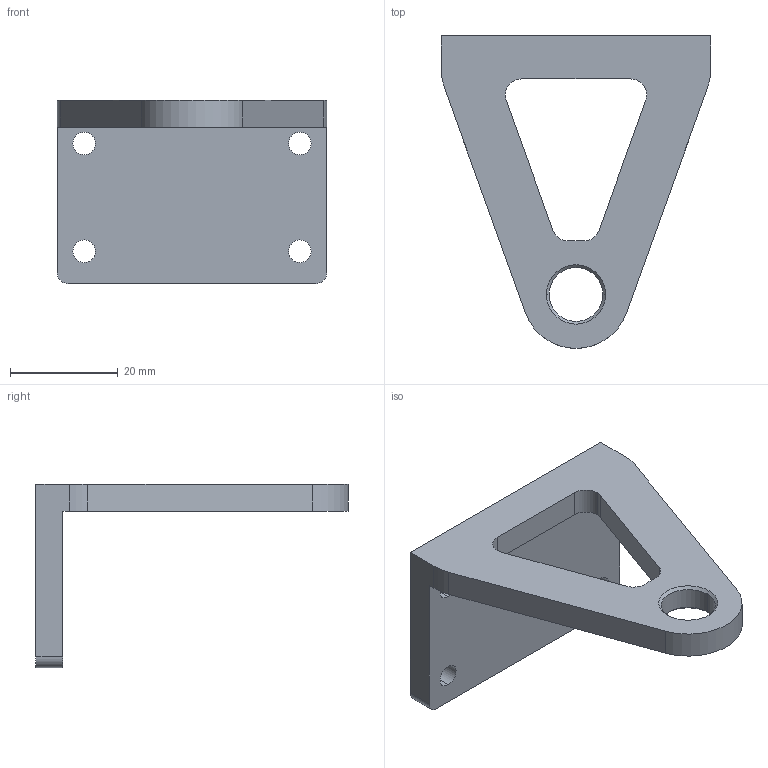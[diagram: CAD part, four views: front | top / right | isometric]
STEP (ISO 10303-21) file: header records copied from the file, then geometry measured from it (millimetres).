
FILE_DESCRIPTION (( 'STEP AP203' ), '1' );
FILE_NAME ('IP68-POD-SUPPIV.STEP', '2021-12-10T14:02:02', ( '' ), ( '' ), 'SwSTEP 2.0', 'SolidWorks 2016', '' );
FILE_SCHEMA (( 'CONFIG_CONTROL_DESIGN' ));
Length unit declared in the file: millimetre
Products named in the file (1): IP68-POD-SUPPIV
Bounding box: 50 x 57.97 x 34 mm (x, y, z)
Volume: 13832.1 mm3; surface area: 7599.7 mm2
Topology: 1 solids, 1 shells, 37 faces, 101 edges, 66 vertices
Faces by surface type: cylinder 21, plane 12, cone 4
Entity records: 1290 total; most frequent: DIRECTION 223, CARTESIAN_POINT 205, ORIENTED_EDGE 202, EDGE_CURVE 101, AXIS2_PLACEMENT_3D 84, VERTEX_POINT 66, LINE 55, VECTOR 55
